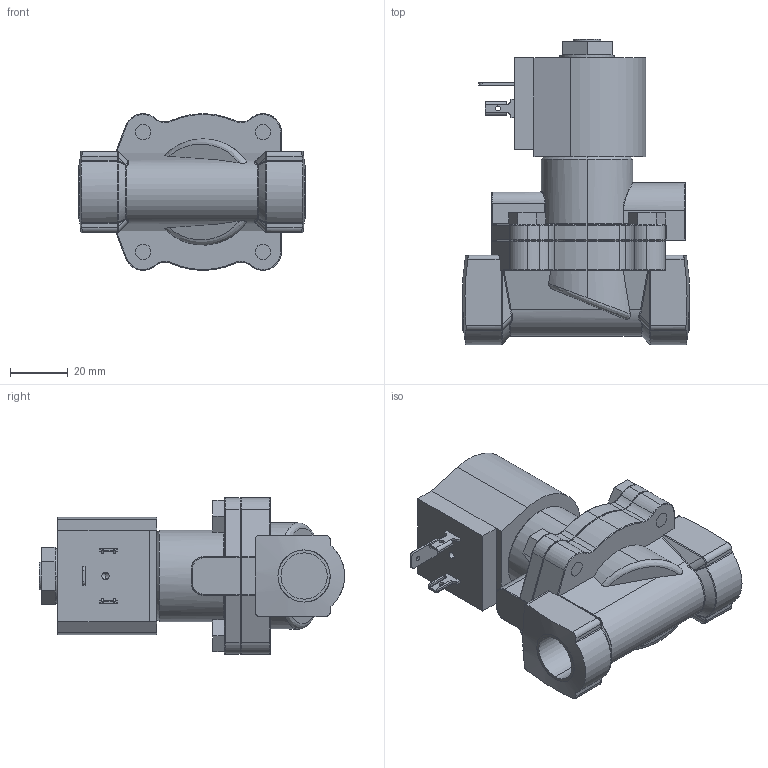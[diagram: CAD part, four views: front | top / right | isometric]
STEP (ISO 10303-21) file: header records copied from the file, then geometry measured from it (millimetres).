
FILE_DESCRIPTION (( 'STEP AP203' ), '1' );
FILE_NAME ('S211Y_K4D.STEP', '2023-09-12T14:30:12', ( '' ), ( '' ), 'SwSTEP 2.0', 'SolidWorks 2023', '' );
FILE_SCHEMA (( 'CONFIG_CONTROL_DESIGN' ));
Length unit declared in the file: inch
Products named in the file (1): S211Y_K4D
Bounding box: 78.17 x 105.56 x 54.13 mm (x, y, z)
Volume: 168579.5 mm3; surface area: 28282.3 mm2
Topology: 1 solids, 1 shells, 451 faces, 1078 edges, 641 vertices
Faces by surface type: plane 163, cylinder 150, bspline 132, cone 6
Entity records: 16514 total; most frequent: CARTESIAN_POINT 6790, ORIENTED_EDGE 2148, DIRECTION 1883, EDGE_CURVE 1074, AXIS2_PLACEMENT_3D 699, VERTEX_POINT 641, LINE 485, VECTOR 485
